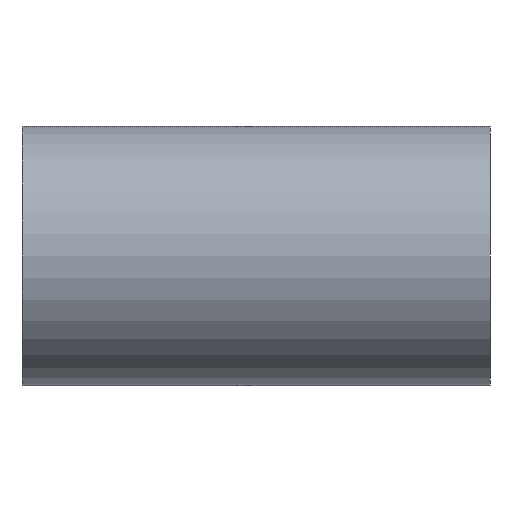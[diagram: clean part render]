
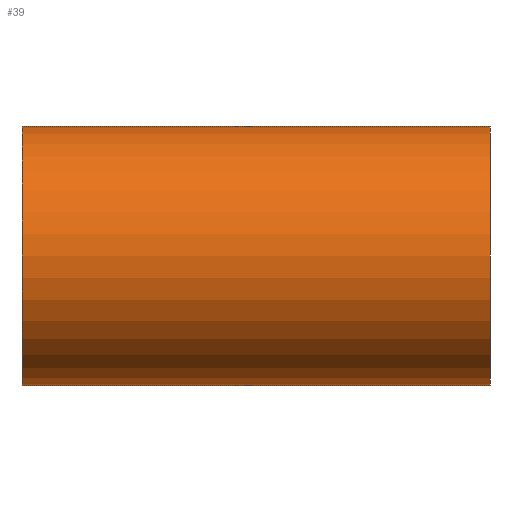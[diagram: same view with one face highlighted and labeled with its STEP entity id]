
A CAD part, left-side view. The second image highlights one B-rep face of the part: STEP entity #39.
In plain terms, the highlighted cylindrical face has radius 12.446 mm (diameter 24.892 mm), a partial arc.
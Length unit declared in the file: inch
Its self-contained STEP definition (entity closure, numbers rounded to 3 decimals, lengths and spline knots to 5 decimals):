
#3 = LINE ( 'NONE', #218, #4 ) ;
#4 = VECTOR ( 'NONE', #173, 39.37008 ) ;
#7 = CARTESIAN_POINT ( 'NONE',  ( 0., 1.77, 0. ) ) ;
#8 = DIRECTION ( 'NONE',  ( 0., -1., 0. ) ) ;
#10 = AXIS2_PLACEMENT_3D ( 'NONE', #7, #100, #129 ) ;
#22 = AXIS2_PLACEMENT_3D ( 'NONE', #187, #184, #185 ) ;
#25 = VERTEX_POINT ( 'NONE', #186 ) ;
#39 = ADVANCED_FACE ( 'NONE', ( #45 ), #213, .T. ) ;
#45 = FACE_OUTER_BOUND ( 'NONE', #58, .T. ) ;
#47 = AXIS2_PLACEMENT_3D ( 'NONE', #102, #8, #101 ) ;
#54 = ORIENTED_EDGE ( 'NONE', *, *, #59, .F. ) ;
#55 = ORIENTED_EDGE ( 'NONE', *, *, #156, .T. ) ;
#58 = EDGE_LOOP ( 'NONE', ( #72, #54, #55, #111 ) ) ;
#59 = EDGE_CURVE ( 'NONE', #61, #25, #75, .T. ) ;
#60 = VERTEX_POINT ( 'NONE', #139 ) ;
#61 = VERTEX_POINT ( 'NONE', #153 ) ;
#66 = LINE ( 'NONE', #120, #189 ) ;
#72 = ORIENTED_EDGE ( 'NONE', *, *, #83, .F. ) ;
#75 = CIRCLE ( 'NONE', #10, 0.49 ) ;
#83 = EDGE_CURVE ( 'NONE', #25, #149, #66, .T. ) ;
#88 = DIRECTION ( 'NONE',  ( 0., -1., 0. ) ) ;
#100 = DIRECTION ( 'NONE',  ( 0., 1., 0. ) ) ;
#101 = DIRECTION ( 'NONE',  ( 0., 0., -1. ) ) ;
#102 = CARTESIAN_POINT ( 'NONE',  ( 0., 1.77, 0. ) ) ;
#111 = ORIENTED_EDGE ( 'NONE', *, *, #121, .T. ) ;
#120 = CARTESIAN_POINT ( 'NONE',  ( 0., 1.77, 0.49 ) ) ;
#121 = EDGE_CURVE ( 'NONE', #60, #149, #122, .T. ) ;
#122 = CIRCLE ( 'NONE', #22, 0.49 ) ;
#129 = DIRECTION ( 'NONE',  ( 0., 0., 1. ) ) ;
#139 = CARTESIAN_POINT ( 'NONE',  ( 0., 0., -0.49 ) ) ;
#149 = VERTEX_POINT ( 'NONE', #176 ) ;
#153 = CARTESIAN_POINT ( 'NONE',  ( 0., 1.77, -0.49 ) ) ;
#156 = EDGE_CURVE ( 'NONE', #61, #60, #3, .T. ) ;
#173 = DIRECTION ( 'NONE',  ( 0., -1., 0. ) ) ;
#176 = CARTESIAN_POINT ( 'NONE',  ( 0., 0., 0.49 ) ) ;
#184 = DIRECTION ( 'NONE',  ( 0., 1., 0. ) ) ;
#185 = DIRECTION ( 'NONE',  ( 0., 0., 1. ) ) ;
#186 = CARTESIAN_POINT ( 'NONE',  ( 0., 1.77, 0.49 ) ) ;
#187 = CARTESIAN_POINT ( 'NONE',  ( 0., 0., 0. ) ) ;
#189 = VECTOR ( 'NONE', #88, 39.37008 ) ;
#213 = CYLINDRICAL_SURFACE ( 'NONE', #47, 0.49 ) ;
#218 = CARTESIAN_POINT ( 'NONE',  ( 0., 1.77, -0.49 ) ) ;
